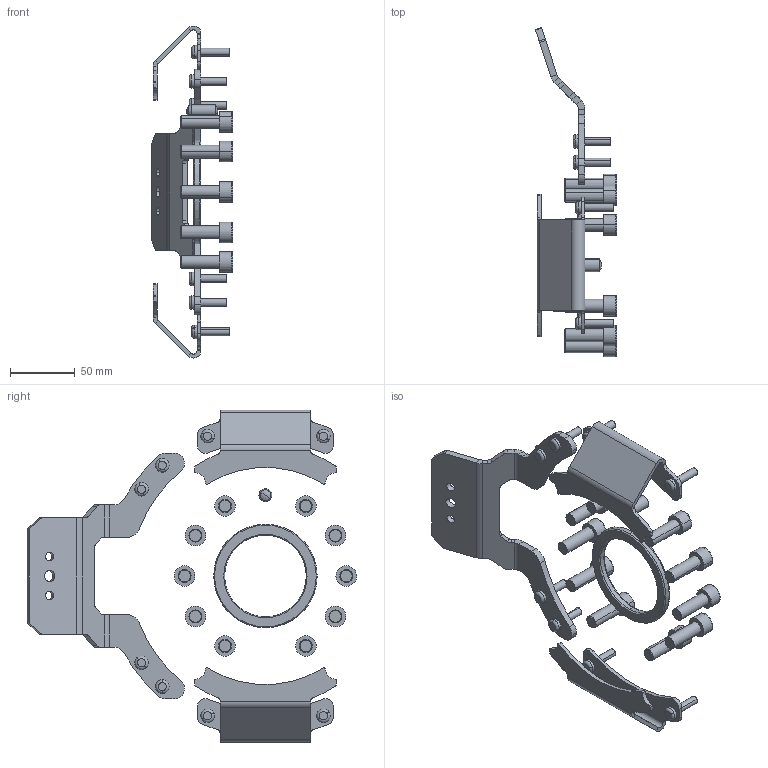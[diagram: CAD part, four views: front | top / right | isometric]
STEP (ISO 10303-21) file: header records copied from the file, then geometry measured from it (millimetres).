
FILE_DESCRIPTION (( 'STEP AP203' ), '1' );
FILE_NAME ('P5507.STEP', '2020-11-04T13:00:43', ( '' ), ( '' ), 'SwSTEP 2.0', 'SolidWorks 2019', '' );
FILE_SCHEMA (( 'CONFIG_CONTROL_DESIGN' ));
Length unit declared in the file: millimetre
Products named in the file (1): P5507
Bounding box: 62.87 x 254.58 x 256.72 mm (x, y, z)
Volume: 148921.4 mm3; surface area: 86230.3 mm2
Topology: 23 solids, 23 shells, 472 faces, 1054 edges, 656 vertices
Faces by surface type: plane 202, cylinder 184, torus 52, cone 30, sphere 4
Entity records: 13205 total; most frequent: DIRECTION 2506, CARTESIAN_POINT 2183, ORIENTED_EDGE 2108, EDGE_CURVE 1054, AXIS2_PLACEMENT_3D 979, VERTEX_POINT 656, LINE 548, VECTOR 548
